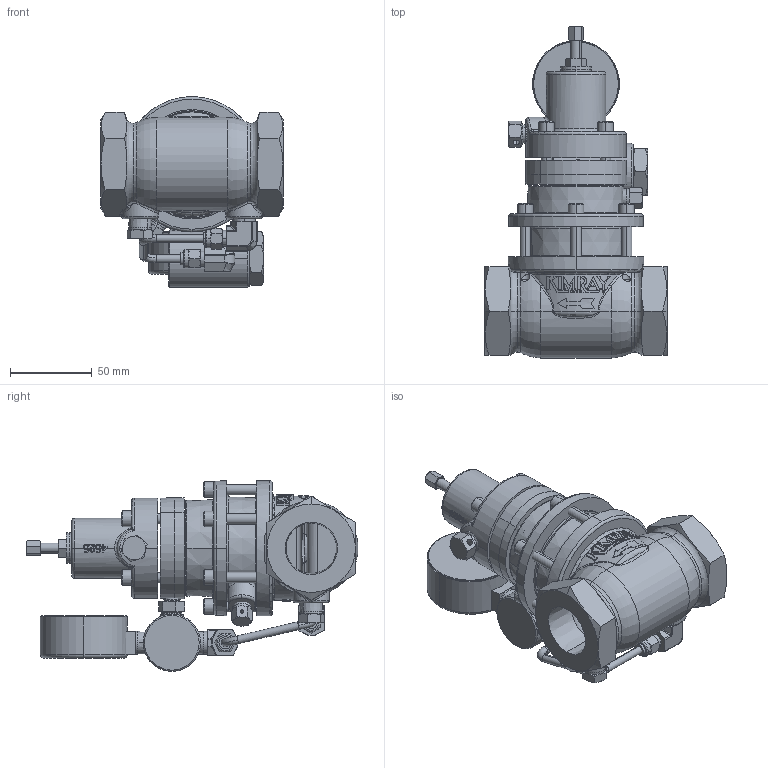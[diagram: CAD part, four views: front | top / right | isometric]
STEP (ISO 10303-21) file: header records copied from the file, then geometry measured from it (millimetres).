
FILE_DESCRIPTION (( 'STEP AP203' ), '1' );
FILE_NAME ('1 INCH 130 SGT BP-D (AKB).STEP', '2013-08-19T18:17:28', ( 'PCTech' ), ( 'Microsoft' ), 'SwSTEP 2.0', 'SolidWorks 2013', '' );
FILE_SCHEMA (( 'CONFIG_CONTROL_DESIGN' ));
Length unit declared in the file: inch
Products named in the file (1): 1 INCH 130 SGT BP-D (AKB)
Bounding box: 111.12 x 202.62 x 116.47 mm (x, y, z)
Volume: 695482.8 mm3; surface area: 154019.5 mm2
Topology: 34 solids, 34 shells, 1619 faces, 3926 edges, 2427 vertices
Faces by surface type: plane 640, cylinder 299, bspline 268, cone 264, torus 127, sphere 21
Entity records: 63026 total; most frequent: CARTESIAN_POINT 27786, ORIENTED_EDGE 7772, DIRECTION 6720, EDGE_CURVE 3886, AXIS2_PLACEMENT_3D 2660, VERTEX_POINT 2427, EDGE_LOOP 1717, FACE_OUTER_BOUND 1619
